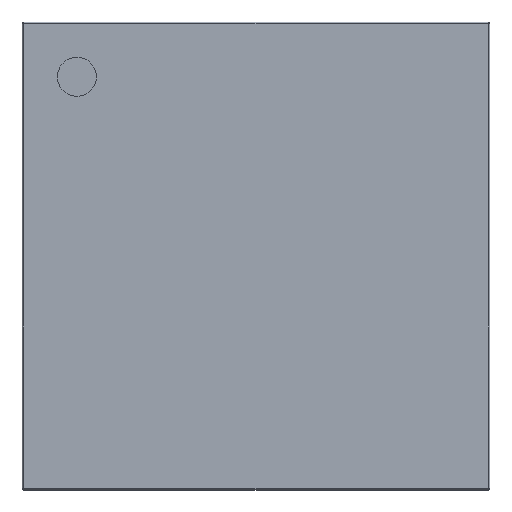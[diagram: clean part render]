
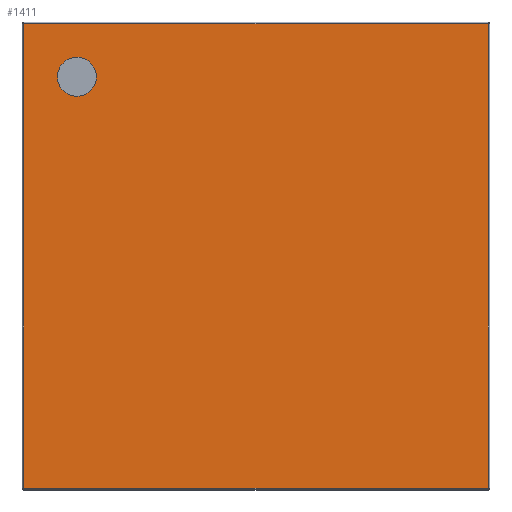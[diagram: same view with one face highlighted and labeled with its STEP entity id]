
A CAD part, top view. The second image highlights one B-rep face of the part: STEP entity #1411.
In plain terms, the highlighted planar face has unit normal (0, 0, 1).
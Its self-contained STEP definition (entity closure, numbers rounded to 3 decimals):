
#71=FACE_BOUND('',#560,.T.);
#75=PLANE('',#1516);
#131=LINE('',#2031,#294);
#135=LINE('',#2047,#298);
#137=LINE('',#2050,#300);
#139=LINE('',#2053,#302);
#294=VECTOR('',#1645,10.);
#298=VECTOR('',#1663,10.);
#300=VECTOR('',#1667,10.);
#302=VECTOR('',#1671,10.);
#484=FACE_OUTER_BOUND('',#559,.T.);
#559=EDGE_LOOP('',(#1063,#1064,#1065,#1066));
#560=EDGE_LOOP('',(#1067));
#638=CIRCLE('',#1517,0.125);
#661=VERTEX_POINT('',#1993);
#666=VERTEX_POINT('',#2006);
#671=VERTEX_POINT('',#2019);
#676=VERTEX_POINT('',#2035);
#700=VERTEX_POINT('',#2100);
#808=EDGE_CURVE('',#661,#671,#131,.T.);
#816=EDGE_CURVE('',#671,#676,#135,.T.);
#818=EDGE_CURVE('',#676,#666,#137,.T.);
#820=EDGE_CURVE('',#666,#661,#139,.T.);
#844=EDGE_CURVE('',#700,#700,#638,.T.);
#1063=ORIENTED_EDGE('',*,*,#808,.F.);
#1064=ORIENTED_EDGE('',*,*,#820,.F.);
#1065=ORIENTED_EDGE('',*,*,#818,.F.);
#1066=ORIENTED_EDGE('',*,*,#816,.F.);
#1067=ORIENTED_EDGE('',*,*,#844,.T.);
#1411=ADVANCED_FACE('',(#484,#71),#75,.T.);
#1516=AXIS2_PLACEMENT_3D('',#2099,#1699,#1700);
#1517=AXIS2_PLACEMENT_3D('',#2101,#1701,#1702);
#1645=DIRECTION('',(-1.,0.,0.));
#1663=DIRECTION('',(0.,1.,0.));
#1667=DIRECTION('',(1.,0.,0.));
#1671=DIRECTION('',(0.,-1.,0.));
#1699=DIRECTION('center_axis',(0.,0.,1.));
#1700=DIRECTION('ref_axis',(1.,0.,0.));
#1701=DIRECTION('center_axis',(0.,0.,-1.));
#1702=DIRECTION('ref_axis',(-1.,0.,0.));
#1993=CARTESIAN_POINT('',(1.49,-1.49,0.8));
#2006=CARTESIAN_POINT('',(1.49,1.49,0.8));
#2019=CARTESIAN_POINT('',(-1.49,-1.49,0.8));
#2031=CARTESIAN_POINT('',(-0.75,-1.49,0.8));
#2035=CARTESIAN_POINT('',(-1.49,1.49,0.8));
#2047=CARTESIAN_POINT('',(-1.49,0.75,0.8));
#2050=CARTESIAN_POINT('',(0.75,1.49,0.8));
#2053=CARTESIAN_POINT('',(1.49,-0.75,0.8));
#2099=CARTESIAN_POINT('Origin',(0.,0.,0.8));
#2100=CARTESIAN_POINT('',(-1.024,1.149,0.8));
#2101=CARTESIAN_POINT('Origin',(-1.149,1.149,0.8));
